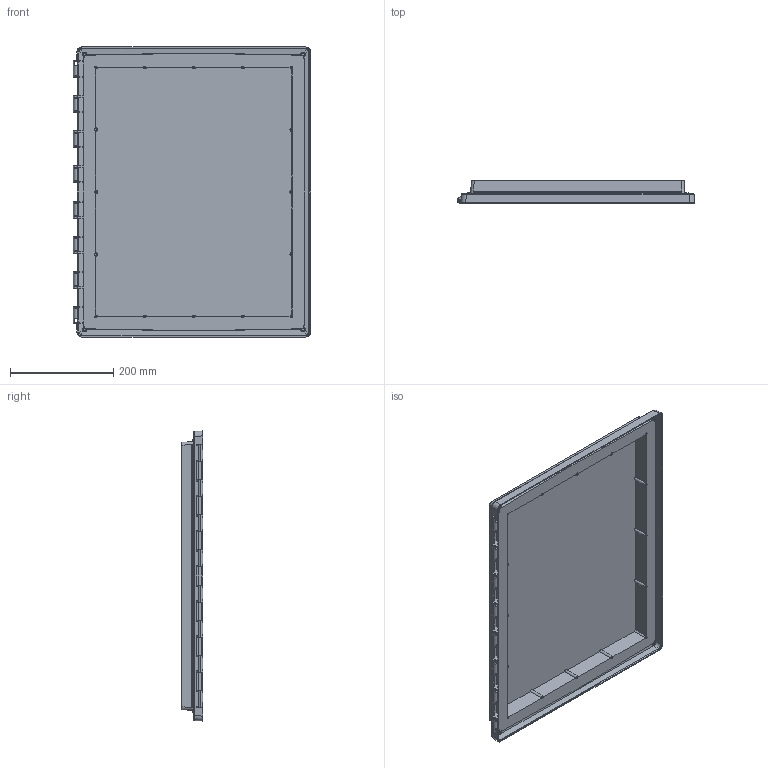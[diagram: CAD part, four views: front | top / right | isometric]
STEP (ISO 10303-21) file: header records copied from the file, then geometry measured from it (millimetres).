
FILE_DESCRIPTION (( 'STEP AP214' ), '1' );
FILE_NAME ('20x16_hinge_cover.STEP', '2014-04-23T06:44:23', ( 'KennethW' ), ( 'Microsoft' ), 'SwSTEP 2.0', 'SolidWorks 2014', '' );
FILE_SCHEMA (( 'AUTOMOTIVE_DESIGN' ));
Length unit declared in the file: millimetre
Products named in the file (1): 20x16_hinge_cover
Bounding box: 459.32 x 42 x 561.95 mm (x, y, z)
Volume: 2049430.9 mm3; surface area: 680471.4 mm2
Topology: 1 solids, 1 shells, 527 faces, 1592 edges, 1048 vertices
Faces by surface type: plane 298, cylinder 189, bspline 32, cone 8
Entity records: 21399 total; most frequent: CARTESIAN_POINT 7858, ORIENTED_EDGE 3168, DIRECTION 2415, EDGE_CURVE 1584, VERTEX_POINT 1048, LINE 831, VECTOR 831, AXIS2_PLACEMENT_3D 792
